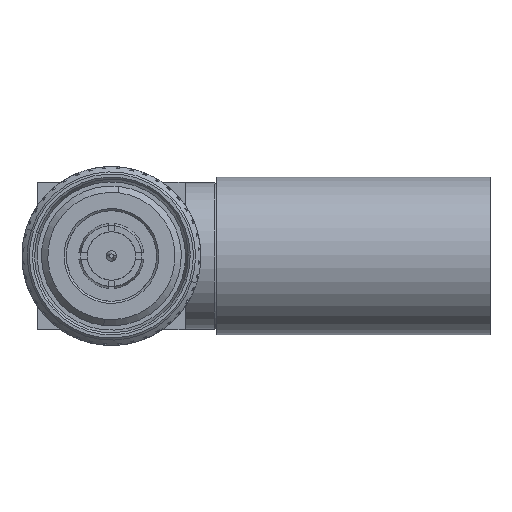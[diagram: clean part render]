
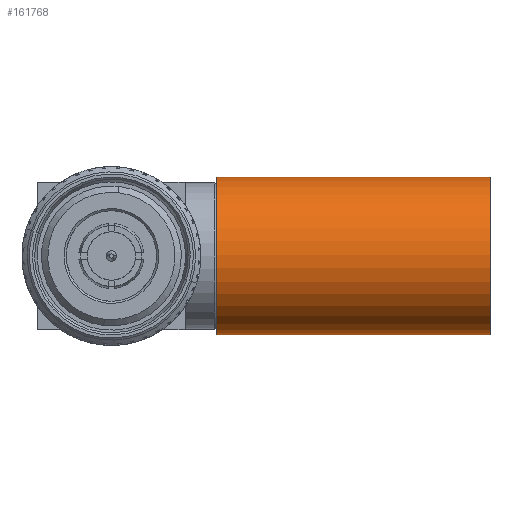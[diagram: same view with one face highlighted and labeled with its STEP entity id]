
A CAD part, front view. The second image highlights one B-rep face of the part: STEP entity #161768.
In plain terms, the highlighted cylindrical face has radius 3.75 mm (diameter 7.5 mm), a partial arc.
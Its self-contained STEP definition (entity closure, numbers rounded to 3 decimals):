
#1287 = DIRECTION ( 'NONE',  ( 0., -0.017, -1. ) ) ;
#9434 = EDGE_CURVE ( 'NONE', #212758, #185328, #60861, .T. ) ;
#13158 = VERTEX_POINT ( 'NONE', #24990 ) ;
#21201 = EDGE_LOOP ( 'NONE', ( #141161, #146683, #47939, #167309 ) ) ;
#22326 = DIRECTION ( 'NONE',  ( -1., 0., 0. ) ) ;
#24685 = CIRCLE ( 'NONE', #108149, 3.75 ) ;
#24990 = CARTESIAN_POINT ( 'NONE',  ( 5., -0.063, -3.749 ) ) ;
#47939 = ORIENTED_EDGE ( 'NONE', *, *, #165042, .T. ) ;
#60861 = CIRCLE ( 'NONE', #129878, 3.75 ) ;
#63202 = CARTESIAN_POINT ( 'NONE',  ( 18., 0.063, 3.749 ) ) ;
#64829 = DIRECTION ( 'NONE',  ( -1., 0., 0. ) ) ;
#68184 = CARTESIAN_POINT ( 'NONE',  ( 18., 0., 0. ) ) ;
#68768 = EDGE_CURVE ( 'NONE', #107213, #13158, #24685, .T. ) ;
#69418 = DIRECTION ( 'NONE',  ( 1., 0., 0. ) ) ;
#73514 = CARTESIAN_POINT ( 'NONE',  ( 18., -0.063, -3.749 ) ) ;
#80312 = LINE ( 'NONE', #63202, #149028 ) ;
#88731 = CARTESIAN_POINT ( 'NONE',  ( 18., 0., 0. ) ) ;
#89547 = DIRECTION ( 'NONE',  ( 0., -0.017, -1. ) ) ;
#104012 = EDGE_CURVE ( 'NONE', #185328, #13158, #119149, .T. ) ;
#107213 = VERTEX_POINT ( 'NONE', #117275 ) ;
#108149 = AXIS2_PLACEMENT_3D ( 'NONE', #121432, #191870, #89547 ) ;
#117275 = CARTESIAN_POINT ( 'NONE',  ( 5., 0.063, 3.749 ) ) ;
#118297 = DIRECTION ( 'NONE',  ( 0., 0.017, 1. ) ) ;
#119149 = LINE ( 'NONE', #73514, #224761 ) ;
#121432 = CARTESIAN_POINT ( 'NONE',  ( 5., 0., 0. ) ) ;
#129878 = AXIS2_PLACEMENT_3D ( 'NONE', #88731, #69418, #1287 ) ;
#132603 = DIRECTION ( 'NONE',  ( -1., 0., 0. ) ) ;
#141161 = ORIENTED_EDGE ( 'NONE', *, *, #104012, .F. ) ;
#146683 = ORIENTED_EDGE ( 'NONE', *, *, #9434, .F. ) ;
#149028 = VECTOR ( 'NONE', #132603, 1000. ) ;
#161768 = ADVANCED_FACE ( 'NONE', ( #185369 ), #222809, .T. ) ;
#165042 = EDGE_CURVE ( 'NONE', #212758, #107213, #80312, .T. ) ;
#167309 = ORIENTED_EDGE ( 'NONE', *, *, #68768, .T. ) ;
#184549 = CARTESIAN_POINT ( 'NONE',  ( 18., -0.063, -3.749 ) ) ;
#185328 = VERTEX_POINT ( 'NONE', #184549 ) ;
#185369 = FACE_OUTER_BOUND ( 'NONE', #21201, .T. ) ;
#189508 = AXIS2_PLACEMENT_3D ( 'NONE', #68184, #64829, #118297 ) ;
#191870 = DIRECTION ( 'NONE',  ( 1., 0., 0. ) ) ;
#198739 = CARTESIAN_POINT ( 'NONE',  ( 18., 0.063, 3.749 ) ) ;
#212758 = VERTEX_POINT ( 'NONE', #198739 ) ;
#222809 = CYLINDRICAL_SURFACE ( 'NONE', #189508, 3.75 ) ;
#224761 = VECTOR ( 'NONE', #22326, 1000. ) ;
